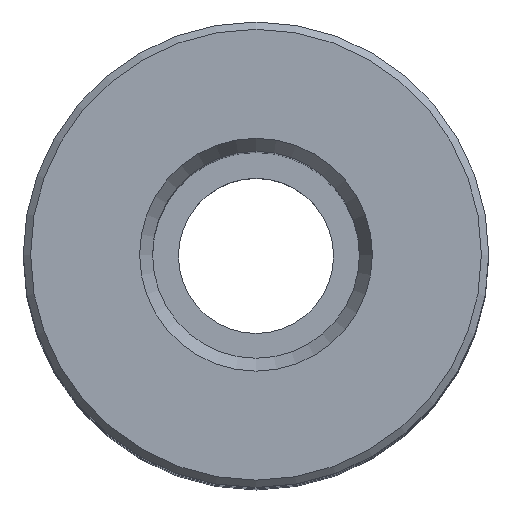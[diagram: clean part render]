
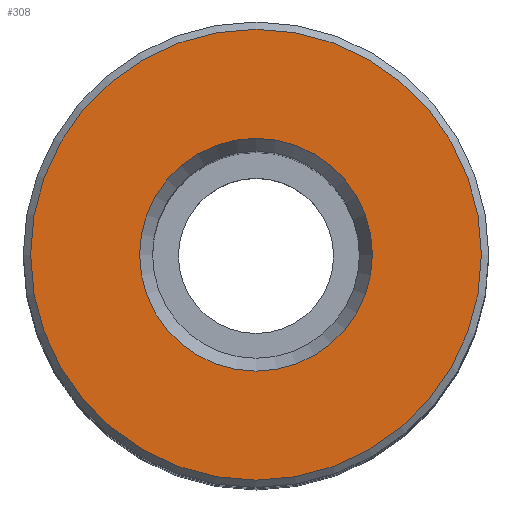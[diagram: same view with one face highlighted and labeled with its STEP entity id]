
A CAD part, top view. The second image highlights one B-rep face of the part: STEP entity #308.
In plain terms, the highlighted planar face has unit normal (0, 0, 1).
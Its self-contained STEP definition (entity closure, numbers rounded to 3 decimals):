
#22=PLANE('',#358);
#54=ORIENTED_EDGE('',*,*,#103,.T.);
#55=ORIENTED_EDGE('',*,*,#102,.F.);
#102=EDGE_CURVE('',#130,#130,#158,.T.);
#103=EDGE_CURVE('',#131,#131,#159,.T.);
#130=VERTEX_POINT('',#537);
#131=VERTEX_POINT('',#540);
#158=CIRCLE('',#357,4.359);
#159=CIRCLE('',#359,2.25);
#194=EDGE_LOOP('',(#54));
#195=EDGE_LOOP('',(#55));
#250=FACE_BOUND('',#194,.T.);
#251=FACE_BOUND('',#195,.T.);
#308=ADVANCED_FACE('',(#250,#251),#22,.T.);
#357=AXIS2_PLACEMENT_3D('',#536,#431,#432);
#358=AXIS2_PLACEMENT_3D('',#538,#433,#434);
#359=AXIS2_PLACEMENT_3D('',#539,#435,#436);
#431=DIRECTION('',(0.,0.,-1.));
#432=DIRECTION('',(-1.,0.,0.));
#433=DIRECTION('',(0.,0.,1.));
#434=DIRECTION('',(1.,0.,0.));
#435=DIRECTION('',(0.,0.,-1.));
#436=DIRECTION('',(-1.,0.,0.));
#536=CARTESIAN_POINT('',(0.,0.,14.));
#537=CARTESIAN_POINT('',(-4.359,0.,14.));
#538=CARTESIAN_POINT('',(-4.359,0.,14.));
#539=CARTESIAN_POINT('',(0.,0.,14.));
#540=CARTESIAN_POINT('',(-2.25,0.,14.));
